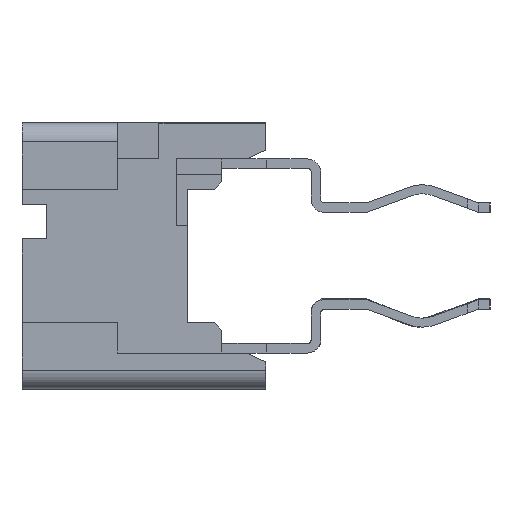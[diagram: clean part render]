
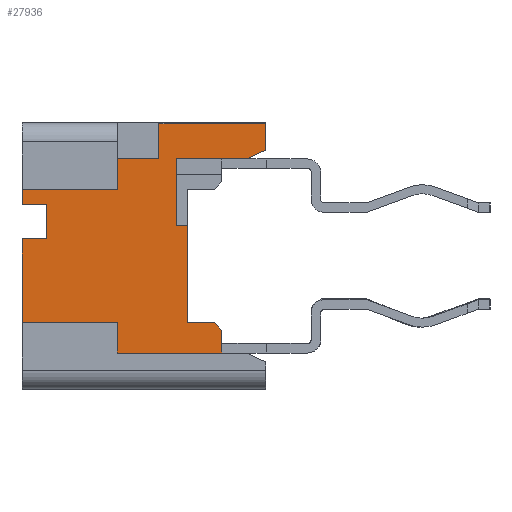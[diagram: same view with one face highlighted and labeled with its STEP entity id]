
A CAD part, left-side view. The second image highlights one B-rep face of the part: STEP entity #27936.
In plain terms, the highlighted planar face has unit normal (-1, 0, 0).
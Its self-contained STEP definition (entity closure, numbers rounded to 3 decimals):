
#27=DIRECTION('',(0.,0.,-1.));
#28=VECTOR('',#27,0.694);
#29=CARTESIAN_POINT('',(-17.415,0.,3.477));
#30=LINE('',#29,#28);
#89=DIRECTION('',(0.,1.,0.));
#90=VECTOR('',#89,0.7);
#91=CARTESIAN_POINT('',(-17.415,1.35,-1.75));
#92=LINE('',#91,#90);
#305=DIRECTION('',(0.,0.,1.));
#306=VECTOR('',#305,0.927);
#307=CARTESIAN_POINT('',(-17.415,2.8,2.55));
#308=LINE('',#307,#306);
#309=DIRECTION('',(0.,-1.,0.));
#310=VECTOR('',#309,2.8);
#311=CARTESIAN_POINT('',(-17.415,2.8,3.477));
#312=LINE('',#311,#310);
#313=DIRECTION('',(0.,0.,-1.));
#314=VECTOR('',#313,1.75);
#315=CARTESIAN_POINT('',(-17.415,2.35,2.55));
#316=LINE('',#315,#314);
#317=DIRECTION('',(0.,1.,0.));
#318=VECTOR('',#317,0.3);
#319=CARTESIAN_POINT('',(-17.415,2.05,0.8));
#320=LINE('',#319,#318);
#321=DIRECTION('',(0.,0.,-1.));
#322=VECTOR('',#321,2.55);
#323=CARTESIAN_POINT('',(-17.415,2.05,0.8));
#324=LINE('',#323,#322);
#325=DIRECTION('',(0.,-1.,0.));
#326=VECTOR('',#325,2.75);
#327=CARTESIAN_POINT('',(-17.415,3.9,-2.55));
#328=LINE('',#327,#326);
#329=DIRECTION('',(0.,0.,-1.));
#330=VECTOR('',#329,0.8);
#331=CARTESIAN_POINT('',(-17.415,3.9,-1.75));
#332=LINE('',#331,#330);
#333=DIRECTION('',(0.,1.,0.));
#334=VECTOR('',#333,2.5);
#335=CARTESIAN_POINT('',(-17.415,3.9,-1.75));
#336=LINE('',#335,#334);
#337=DIRECTION('',(0.,-1.,0.));
#338=VECTOR('',#337,0.65);
#339=CARTESIAN_POINT('',(-17.415,6.4,0.45));
#340=LINE('',#339,#338);
#341=DIRECTION('',(0.,0.,-1.));
#342=VECTOR('',#341,0.9);
#343=CARTESIAN_POINT('',(-17.415,5.75,1.35));
#344=LINE('',#343,#342);
#345=DIRECTION('',(0.,-1.,0.));
#346=VECTOR('',#345,0.65);
#347=CARTESIAN_POINT('',(-17.415,6.4,1.35));
#348=LINE('',#347,#346);
#349=DIRECTION('',(0.,-1.,0.));
#350=VECTOR('',#349,1.1);
#351=CARTESIAN_POINT('',(-17.415,3.9,2.55));
#352=LINE('',#351,#350);
#392=DIRECTION('',(0.,0.,-1.));
#393=VECTOR('',#392,0.8);
#394=CARTESIAN_POINT('',(-17.415,3.9,2.55));
#395=LINE('',#394,#393);
#736=DIRECTION('',(0.,0.,-1.));
#737=VECTOR('',#736,0.6);
#738=CARTESIAN_POINT('',(-17.415,1.15,-1.95));
#739=LINE('',#738,#737);
#1028=DIRECTION('',(0.,-0.707,-0.707));
#1029=VECTOR('',#1028,0.283);
#1030=CARTESIAN_POINT('',(-17.415,1.35,-1.75));
#1031=LINE('',#1030,#1029);
#3264=DIRECTION('',(0.,1.,0.));
#3265=VECTOR('',#3264,2.5);
#3266=CARTESIAN_POINT('',(-17.415,3.9,1.75));
#3267=LINE('',#3266,#3265);
#3508=DIRECTION('',(0.,1.,0.));
#3509=VECTOR('',#3508,1.85);
#3510=CARTESIAN_POINT('',(-17.415,0.5,2.55));
#3511=LINE('',#3510,#3509);
#4694=DIRECTION('',(0.,0.906,-0.423));
#4695=VECTOR('',#4694,0.552);
#4696=CARTESIAN_POINT('',(-17.415,0.,2.783));
#4697=LINE('',#4696,#4695);
#4770=DIRECTION('',(0.,0.,1.));
#4771=VECTOR('',#4770,2.2);
#4772=CARTESIAN_POINT('',(-17.415,6.4,-1.75));
#4773=LINE('',#4772,#4771);
#4862=DIRECTION('',(0.,0.,1.));
#4863=VECTOR('',#4862,0.4);
#4864=CARTESIAN_POINT('',(-17.415,6.4,1.35));
#4865=LINE('',#4864,#4863);
#20979=CARTESIAN_POINT('',(-17.415,6.4,-1.75));
#20980=VERTEX_POINT('',#20979);
#20981=CARTESIAN_POINT('',(-17.415,6.4,1.75));
#20983=VERTEX_POINT('',#20981);
#21003=CARTESIAN_POINT('',(-17.415,6.4,0.45));
#21005=VERTEX_POINT('',#21003);
#21007=CARTESIAN_POINT('',(-17.415,6.4,1.35));
#21008=CARTESIAN_POINT('',(-17.415,5.75,1.35));
#21009=VERTEX_POINT('',#21007);
#21010=VERTEX_POINT('',#21008);
#21011=CARTESIAN_POINT('',(-17.415,5.75,0.45));
#21012=VERTEX_POINT('',#21011);
#21125=CARTESIAN_POINT('',(-17.415,3.9,-1.75));
#21126=VERTEX_POINT('',#21125);
#21127=CARTESIAN_POINT('',(-17.415,3.9,-2.55));
#21128=VERTEX_POINT('',#21127);
#21261=CARTESIAN_POINT('',(-17.415,2.05,0.8));
#21262=CARTESIAN_POINT('',(-17.415,2.05,-1.75));
#21263=VERTEX_POINT('',#21261);
#21264=VERTEX_POINT('',#21262);
#21523=CARTESIAN_POINT('',(-17.415,0.,3.477));
#21524=CARTESIAN_POINT('',(-17.415,0.,2.783));
#21525=VERTEX_POINT('',#21523);
#21526=VERTEX_POINT('',#21524);
#21555=CARTESIAN_POINT('',(-17.415,2.35,0.8));
#21556=VERTEX_POINT('',#21555);
#21563=CARTESIAN_POINT('',(-17.415,1.35,-1.75));
#21564=VERTEX_POINT('',#21563);
#21565=CARTESIAN_POINT('',(-17.415,1.15,-1.95));
#21566=VERTEX_POINT('',#21565);
#21567=CARTESIAN_POINT('',(-17.415,1.15,-2.55));
#21568=VERTEX_POINT('',#21567);
#21657=CARTESIAN_POINT('',(-17.415,3.9,2.55));
#21658=VERTEX_POINT('',#21657);
#21659=CARTESIAN_POINT('',(-17.415,2.8,2.55));
#21660=VERTEX_POINT('',#21659);
#21662=CARTESIAN_POINT('',(-17.415,3.9,1.75));
#21664=VERTEX_POINT('',#21662);
#21665=CARTESIAN_POINT('',(-17.415,0.5,2.55));
#21666=VERTEX_POINT('',#21665);
#21667=CARTESIAN_POINT('',(-17.415,2.35,2.55));
#21668=VERTEX_POINT('',#21667);
#21669=CARTESIAN_POINT('',(-17.415,2.8,3.477));
#21670=VERTEX_POINT('',#21669);
#27889=CARTESIAN_POINT('',(-17.415,0.,-1.75));
#27890=DIRECTION('',(-1.,0.,0.));
#27891=DIRECTION('',(0.,0.,1.));
#27892=AXIS2_PLACEMENT_3D('',#27889,#27890,#27891);
#27893=PLANE('',#27892);
#27895=ORIENTED_EDGE('',*,*,#27894,.T.);
#27897=ORIENTED_EDGE('',*,*,#27896,.T.);
#27898=ORIENTED_EDGE('',*,*,#27584,.T.);
#27900=ORIENTED_EDGE('',*,*,#27899,.T.);
#27902=ORIENTED_EDGE('',*,*,#27901,.T.);
#27904=ORIENTED_EDGE('',*,*,#27903,.T.);
#27906=ORIENTED_EDGE('',*,*,#27905,.F.);
#27908=ORIENTED_EDGE('',*,*,#27907,.T.);
#27909=ORIENTED_EDGE('',*,*,#27674,.F.);
#27911=ORIENTED_EDGE('',*,*,#27910,.T.);
#27913=ORIENTED_EDGE('',*,*,#27912,.T.);
#27915=ORIENTED_EDGE('',*,*,#27914,.F.);
#27916=ORIENTED_EDGE('',*,*,#27628,.F.);
#27917=ORIENTED_EDGE('',*,*,#27640,.T.);
#27919=ORIENTED_EDGE('',*,*,#27918,.T.);
#27921=ORIENTED_EDGE('',*,*,#27920,.T.);
#27923=ORIENTED_EDGE('',*,*,#27922,.F.);
#27925=ORIENTED_EDGE('',*,*,#27924,.F.);
#27927=ORIENTED_EDGE('',*,*,#27926,.T.);
#27929=ORIENTED_EDGE('',*,*,#27928,.F.);
#27931=ORIENTED_EDGE('',*,*,#27930,.F.);
#27933=ORIENTED_EDGE('',*,*,#27932,.T.);
#27934=EDGE_LOOP('',(#27895,#27897,#27898,#27900,#27902,#27904,#27906,#27908,
#27909,#27911,#27913,#27915,#27916,#27917,#27919,#27921,#27923,#27925,#27927,
#27929,#27931,#27933));
#27935=FACE_OUTER_BOUND('',#27934,.F.);
#27936=ADVANCED_FACE('',(#27935),#27893,.T.);
#27584=EDGE_CURVE('',#21525,#21526,#30,.T.);
#27628=EDGE_CURVE('',#21126,#21128,#332,.T.);
#27640=EDGE_CURVE('',#21126,#20980,#336,.T.);
#27674=EDGE_CURVE('',#21564,#21264,#92,.T.);
#27894=EDGE_CURVE('',#21660,#21670,#308,.T.);
#27896=EDGE_CURVE('',#21670,#21525,#312,.T.);
#27899=EDGE_CURVE('',#21526,#21666,#4697,.T.);
#27901=EDGE_CURVE('',#21666,#21668,#3511,.T.);
#27903=EDGE_CURVE('',#21668,#21556,#316,.T.);
#27905=EDGE_CURVE('',#21263,#21556,#320,.T.);
#27907=EDGE_CURVE('',#21263,#21264,#324,.T.);
#27910=EDGE_CURVE('',#21564,#21566,#1031,.T.);
#27912=EDGE_CURVE('',#21566,#21568,#739,.T.);
#27914=EDGE_CURVE('',#21128,#21568,#328,.T.);
#27918=EDGE_CURVE('',#20980,#21005,#4773,.T.);
#27920=EDGE_CURVE('',#21005,#21012,#340,.T.);
#27922=EDGE_CURVE('',#21010,#21012,#344,.T.);
#27924=EDGE_CURVE('',#21009,#21010,#348,.T.);
#27926=EDGE_CURVE('',#21009,#20983,#4865,.T.);
#27928=EDGE_CURVE('',#21664,#20983,#3267,.T.);
#27930=EDGE_CURVE('',#21658,#21664,#395,.T.);
#27932=EDGE_CURVE('',#21658,#21660,#352,.T.);
